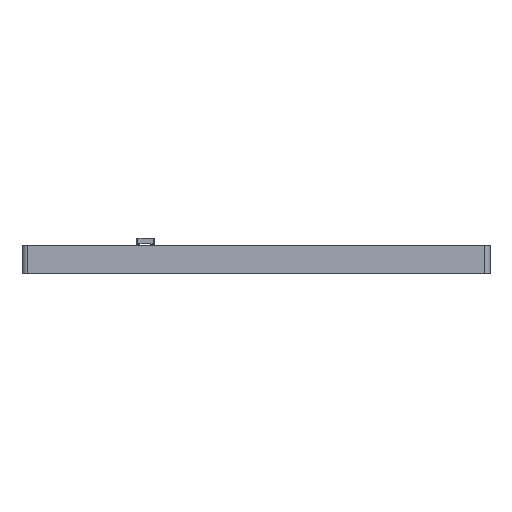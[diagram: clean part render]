
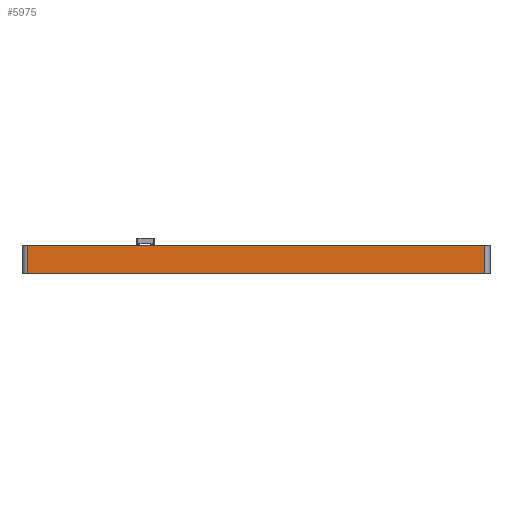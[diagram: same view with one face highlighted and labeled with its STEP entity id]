
A CAD part, left-side view. The second image highlights one B-rep face of the part: STEP entity #5975.
In plain terms, the highlighted planar face has unit normal (-1, 0, 0).
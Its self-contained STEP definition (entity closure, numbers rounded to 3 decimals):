
#1972 = PLANE('',#1973);
#1973 = AXIS2_PLACEMENT_3D('',#1974,#1975,#1976);
#1974 = CARTESIAN_POINT('',(-0.338,-0.005,1.6));
#1975 = DIRECTION('',(0.,0.,1.));
#1976 = DIRECTION('',(1.,0.,0.));
#2027 = PLANE('',#2028);
#2028 = AXIS2_PLACEMENT_3D('',#2029,#2030,#2031);
#2029 = CARTESIAN_POINT('',(-0.338,-0.005,0.
    ));
#2030 = DIRECTION('',(0.,0.,1.));
#2031 = DIRECTION('',(1.,0.,0.));
#2505 = VERTEX_POINT('',#2506);
#2506 = CARTESIAN_POINT('',(-27.82,12.73,0.));
#2521 = CYLINDRICAL_SURFACE('',#2522,0.3);
#2522 = AXIS2_PLACEMENT_3D('',#2523,#2524,#2525);
#2523 = CARTESIAN_POINT('',(-27.52,12.73,0.));
#2524 = DIRECTION('',(0.,0.,-1.));
#2525 = DIRECTION('',(1.,0.,0.));
#2533 = EDGE_CURVE('',#2505,#2534,#2536,.T.);
#2534 = VERTEX_POINT('',#2535);
#2535 = CARTESIAN_POINT('',(-27.82,-12.73,0.));
#2536 = SURFACE_CURVE('',#2537,(#2541,#2548),.PCURVE_S1.);
#2537 = LINE('',#2538,#2539);
#2538 = CARTESIAN_POINT('',(-27.82,12.73,0.));
#2539 = VECTOR('',#2540,1.);
#2540 = DIRECTION('',(0.,-1.,0.));
#2541 = PCURVE('',#2027,#2542);
#2542 = DEFINITIONAL_REPRESENTATION('',(#2543),#2547);
#2543 = LINE('',#2544,#2545);
#2544 = CARTESIAN_POINT('',(-27.482,12.735));
#2545 = VECTOR('',#2546,1.);
#2546 = DIRECTION('',(0.,-1.));
#2547 = ( GEOMETRIC_REPRESENTATION_CONTEXT(2) 
PARAMETRIC_REPRESENTATION_CONTEXT() REPRESENTATION_CONTEXT('2D SPACE',''
  ) );
#2548 = PCURVE('',#2549,#2554);
#2549 = PLANE('',#2550);
#2550 = AXIS2_PLACEMENT_3D('',#2551,#2552,#2553);
#2551 = CARTESIAN_POINT('',(-27.82,12.73,0.));
#2552 = DIRECTION('',(1.,0.,0.));
#2553 = DIRECTION('',(0.,-1.,0.));
#2554 = DEFINITIONAL_REPRESENTATION('',(#2555),#2559);
#2555 = LINE('',#2556,#2557);
#2556 = CARTESIAN_POINT('',(0.,0.));
#2557 = VECTOR('',#2558,1.);
#2558 = DIRECTION('',(1.,0.));
#2559 = ( GEOMETRIC_REPRESENTATION_CONTEXT(2) 
PARAMETRIC_REPRESENTATION_CONTEXT() REPRESENTATION_CONTEXT('2D SPACE',''
  ) );
#2578 = CYLINDRICAL_SURFACE('',#2579,0.3);
#2579 = AXIS2_PLACEMENT_3D('',#2580,#2581,#2582);
#2580 = CARTESIAN_POINT('',(-27.52,-12.73,0.));
#2581 = DIRECTION('',(0.,0.,-1.));
#2582 = DIRECTION('',(1.,0.,0.));
#4220 = VERTEX_POINT('',#4221);
#4221 = CARTESIAN_POINT('',(-27.82,12.73,1.6));
#4243 = EDGE_CURVE('',#4220,#4244,#4246,.T.);
#4244 = VERTEX_POINT('',#4245);
#4245 = CARTESIAN_POINT('',(-27.82,-12.73,1.6));
#4246 = SURFACE_CURVE('',#4247,(#4251,#4258),.PCURVE_S1.);
#4247 = LINE('',#4248,#4249);
#4248 = CARTESIAN_POINT('',(-27.82,12.73,1.6));
#4249 = VECTOR('',#4250,1.);
#4250 = DIRECTION('',(0.,-1.,0.));
#4251 = PCURVE('',#1972,#4252);
#4252 = DEFINITIONAL_REPRESENTATION('',(#4253),#4257);
#4253 = LINE('',#4254,#4255);
#4254 = CARTESIAN_POINT('',(-27.482,12.735));
#4255 = VECTOR('',#4256,1.);
#4256 = DIRECTION('',(0.,-1.));
#4257 = ( GEOMETRIC_REPRESENTATION_CONTEXT(2) 
PARAMETRIC_REPRESENTATION_CONTEXT() REPRESENTATION_CONTEXT('2D SPACE',''
  ) );
#4258 = PCURVE('',#2549,#4259);
#4259 = DEFINITIONAL_REPRESENTATION('',(#4260),#4264);
#4260 = LINE('',#4261,#4262);
#4261 = CARTESIAN_POINT('',(0.,-1.6));
#4262 = VECTOR('',#4263,1.);
#4263 = DIRECTION('',(1.,0.));
#4264 = ( GEOMETRIC_REPRESENTATION_CONTEXT(2) 
PARAMETRIC_REPRESENTATION_CONTEXT() REPRESENTATION_CONTEXT('2D SPACE',''
  ) );
#5925 = EDGE_CURVE('',#2534,#4244,#5926,.T.);
#5926 = SURFACE_CURVE('',#5927,(#5931,#5938),.PCURVE_S1.);
#5927 = LINE('',#5928,#5929);
#5928 = CARTESIAN_POINT('',(-27.82,-12.73,0.));
#5929 = VECTOR('',#5930,1.);
#5930 = DIRECTION('',(0.,0.,1.));
#5931 = PCURVE('',#2578,#5932);
#5932 = DEFINITIONAL_REPRESENTATION('',(#5933),#5937);
#5933 = LINE('',#5934,#5935);
#5934 = CARTESIAN_POINT('',(-3.142,0.));
#5935 = VECTOR('',#5936,1.);
#5936 = DIRECTION('',(0.,-1.));
#5937 = ( GEOMETRIC_REPRESENTATION_CONTEXT(2) 
PARAMETRIC_REPRESENTATION_CONTEXT() REPRESENTATION_CONTEXT('2D SPACE',''
  ) );
#5938 = PCURVE('',#2549,#5939);
#5939 = DEFINITIONAL_REPRESENTATION('',(#5940),#5944);
#5940 = LINE('',#5941,#5942);
#5941 = CARTESIAN_POINT('',(25.46,0.));
#5942 = VECTOR('',#5943,1.);
#5943 = DIRECTION('',(0.,-1.));
#5944 = ( GEOMETRIC_REPRESENTATION_CONTEXT(2) 
PARAMETRIC_REPRESENTATION_CONTEXT() REPRESENTATION_CONTEXT('2D SPACE',''
  ) );
#5975 = ADVANCED_FACE('',(#5976),#2549,.F.);
#5976 = FACE_BOUND('',#5977,.F.);
#5977 = EDGE_LOOP('',(#5978,#5999,#6000,#6001));
#5978 = ORIENTED_EDGE('',*,*,#5979,.T.);
#5979 = EDGE_CURVE('',#2505,#4220,#5980,.T.);
#5980 = SURFACE_CURVE('',#5981,(#5985,#5992),.PCURVE_S1.);
#5981 = LINE('',#5982,#5983);
#5982 = CARTESIAN_POINT('',(-27.82,12.73,0.));
#5983 = VECTOR('',#5984,1.);
#5984 = DIRECTION('',(0.,0.,1.));
#5985 = PCURVE('',#2549,#5986);
#5986 = DEFINITIONAL_REPRESENTATION('',(#5987),#5991);
#5987 = LINE('',#5988,#5989);
#5988 = CARTESIAN_POINT('',(0.,0.));
#5989 = VECTOR('',#5990,1.);
#5990 = DIRECTION('',(0.,-1.));
#5991 = ( GEOMETRIC_REPRESENTATION_CONTEXT(2) 
PARAMETRIC_REPRESENTATION_CONTEXT() REPRESENTATION_CONTEXT('2D SPACE',''
  ) );
#5992 = PCURVE('',#2521,#5993);
#5993 = DEFINITIONAL_REPRESENTATION('',(#5994),#5998);
#5994 = LINE('',#5995,#5996);
#5995 = CARTESIAN_POINT('',(-3.142,0.));
#5996 = VECTOR('',#5997,1.);
#5997 = DIRECTION('',(0.,-1.));
#5998 = ( GEOMETRIC_REPRESENTATION_CONTEXT(2) 
PARAMETRIC_REPRESENTATION_CONTEXT() REPRESENTATION_CONTEXT('2D SPACE',''
  ) );
#5999 = ORIENTED_EDGE('',*,*,#4243,.T.);
#6000 = ORIENTED_EDGE('',*,*,#5925,.F.);
#6001 = ORIENTED_EDGE('',*,*,#2533,.F.);
